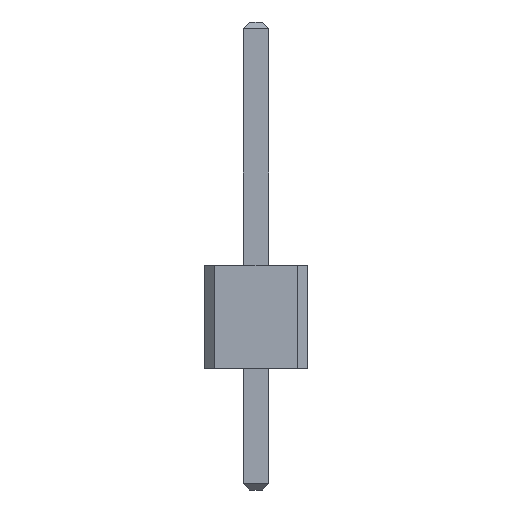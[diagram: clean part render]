
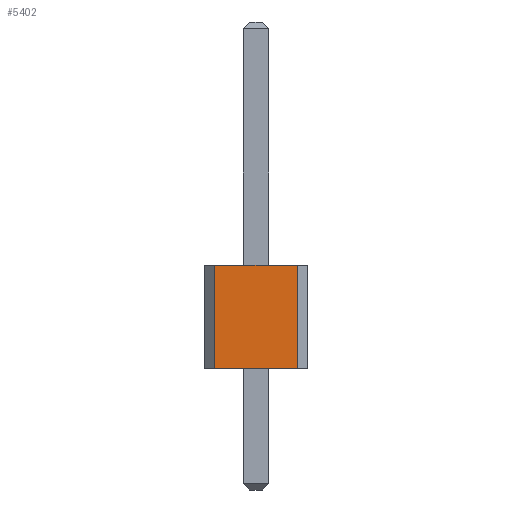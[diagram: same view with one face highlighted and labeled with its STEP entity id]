
A CAD part, front view. The second image highlights one B-rep face of the part: STEP entity #5402.
In plain terms, the highlighted planar face has unit normal (0, -1, 0).
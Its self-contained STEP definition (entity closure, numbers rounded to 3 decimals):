
#12=DIRECTION('',(0.,0.,1.));
#26=VECTOR('',#12,1.);
#88=DIRECTION('',(1.,0.,0.));
#547=VERTEX_POINT('',#548);
#548=CARTESIAN_POINT('',(-1.016,-77.47,0.));
#551=EDGE_CURVE('',#547,#552,#554,.T.);
#552=VERTEX_POINT('',#553);
#553=CARTESIAN_POINT('',(1.016,-77.47,0.));
#554=LINE('',#548,#555);
#555=VECTOR('',#88,1.);
#569=DIRECTION('',(0.,1.,0.));
#2292=VERTEX_POINT('',#2293);
#2293=CARTESIAN_POINT('',(-1.016,-77.47,2.54));
#2295=ORIENTED_EDGE('',*,*,#2296,.T.);
#2296=EDGE_CURVE('',#2292,#2297,#2299,.T.);
#2297=VERTEX_POINT('',#2298);
#2298=CARTESIAN_POINT('',(1.016,-77.47,2.54));
#2299=LINE('',#2293,#555);
#5387=EDGE_CURVE('',#547,#2292,#5388,.T.);
#5388=LINE('',#548,#26);
#5402=ADVANCED_FACE('',(#5403),#5410,.F.);
#5403=FACE_BOUND('',#5404,.F.);
#5404=EDGE_LOOP('',(#5405,#2295,#5406,#5409));
#5405=ORIENTED_EDGE('',*,*,#5387,.T.);
#5406=ORIENTED_EDGE('',*,*,#5407,.F.);
#5407=EDGE_CURVE('',#552,#2297,#5408,.T.);
#5408=LINE('',#553,#26);
#5409=ORIENTED_EDGE('',*,*,#551,.F.);
#5410=PLANE('',#5411);
#5411=AXIS2_PLACEMENT_3D('',#548,#569,#88);
